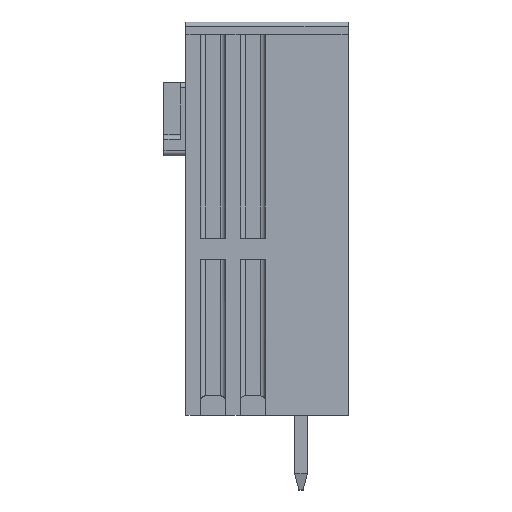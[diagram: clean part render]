
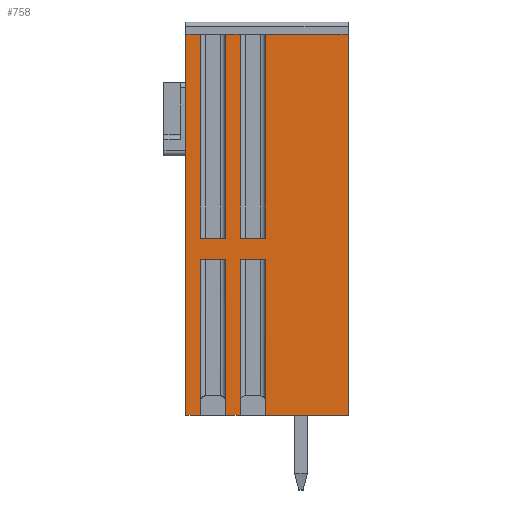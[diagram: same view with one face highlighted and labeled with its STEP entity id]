
A CAD part, left-side view. The second image highlights one B-rep face of the part: STEP entity #758.
In plain terms, the highlighted planar face has unit normal (-1, 0, 0).
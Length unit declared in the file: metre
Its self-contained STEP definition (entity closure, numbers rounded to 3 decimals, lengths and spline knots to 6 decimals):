
#758=ADVANCED_FACE('',(#1641),#1642,.T.);
#1641=FACE_OUTER_BOUND('',#2665,.T.);
#1642=PLANE('',#2666);
#2665=EDGE_LOOP('',(#4973,#4974,#4975,#4976,#4977,#4978,#4979,#4980,#4981,#4982,#4983,#4984,#4985,#4986,#4987,#4988,#4989,#4990,#4991,#4992));
#2666=AXIS2_PLACEMENT_3D('',#4993,#4994,#4995);
#4973=ORIENTED_EDGE('',*,*,#6949,.F.);
#4974=ORIENTED_EDGE('',*,*,#7010,.T.);
#4975=ORIENTED_EDGE('',*,*,#6784,.T.);
#4976=ORIENTED_EDGE('',*,*,#6910,.F.);
#4977=ORIENTED_EDGE('',*,*,#6662,.T.);
#4978=ORIENTED_EDGE('',*,*,#6639,.T.);
#4979=ORIENTED_EDGE('',*,*,#6792,.T.);
#4980=ORIENTED_EDGE('',*,*,#6938,.T.);
#4981=ORIENTED_EDGE('',*,*,#6859,.T.);
#4982=ORIENTED_EDGE('',*,*,#6589,.T.);
#4983=ORIENTED_EDGE('',*,*,#6788,.F.);
#4984=ORIENTED_EDGE('',*,*,#7008,.F.);
#4985=ORIENTED_EDGE('',*,*,#6952,.F.);
#4986=ORIENTED_EDGE('',*,*,#6767,.T.);
#4987=ORIENTED_EDGE('',*,*,#6755,.T.);
#4988=ORIENTED_EDGE('',*,*,#6762,.T.);
#4989=ORIENTED_EDGE('',*,*,#6951,.F.);
#4990=ORIENTED_EDGE('',*,*,#6831,.T.);
#4991=ORIENTED_EDGE('',*,*,#6712,.T.);
#4992=ORIENTED_EDGE('',*,*,#7005,.F.);
#4993=CARTESIAN_POINT('',(0.028522,0.063733,-0.007281));
#4994=DIRECTION('',(-1.0,0.,0.));
#4995=DIRECTION('',(0.,-1.0,0.));
#6589=EDGE_CURVE('',#8081,#8079,#8082,.T.);
#6639=EDGE_CURVE('',#8163,#8161,#8164,.T.);
#6662=EDGE_CURVE('',#8192,#8163,#8199,.T.);
#6712=EDGE_CURVE('',#8278,#8279,#8280,.T.);
#6755=EDGE_CURVE('',#8342,#8345,#8347,.T.);
#6762=EDGE_CURVE('',#8345,#8354,#8357,.T.);
#6767=EDGE_CURVE('',#8364,#8342,#8365,.T.);
#6784=EDGE_CURVE('',#8387,#8388,#8389,.T.);
#6788=EDGE_CURVE('',#8394,#8079,#8396,.T.);
#6792=EDGE_CURVE('',#8161,#8401,#8403,.T.);
#6831=EDGE_CURVE('',#8453,#8278,#8454,.T.);
#6859=EDGE_CURVE('',#8490,#8081,#8491,.T.);
#6910=EDGE_CURVE('',#8192,#8388,#8560,.T.);
#6938=EDGE_CURVE('',#8401,#8490,#8594,.T.);
#6949=EDGE_CURVE('',#8608,#8610,#8611,.T.);
#6951=EDGE_CURVE('',#8453,#8354,#8613,.T.);
#6952=EDGE_CURVE('',#8364,#8614,#8615,.T.);
#7005=EDGE_CURVE('',#8610,#8279,#8680,.T.);
#7008=EDGE_CURVE('',#8614,#8394,#8683,.T.);
#7010=EDGE_CURVE('',#8608,#8387,#8685,.T.);
#8079=VERTEX_POINT('',#10273);
#8081=VERTEX_POINT('',#10276);
#8082=LINE('',#10277,#10278);
#8161=VERTEX_POINT('',#10387);
#8163=VERTEX_POINT('',#10390);
#8164=LINE('',#10391,#10392);
#8192=VERTEX_POINT('',#10430);
#8199=LINE('',#10439,#10440);
#8278=VERTEX_POINT('',#10548);
#8279=VERTEX_POINT('',#10549);
#8280=LINE('',#10550,#10551);
#8342=VERTEX_POINT('',#10635);
#8345=VERTEX_POINT('',#10640);
#8347=LINE('',#10643,#10644);
#8354=VERTEX_POINT('',#10652);
#8357=LINE('',#10656,#10657);
#8364=VERTEX_POINT('',#10667);
#8365=LINE('',#10668,#10669);
#8387=VERTEX_POINT('',#10702);
#8388=VERTEX_POINT('',#10703);
#8389=LINE('',#10704,#10705);
#8394=VERTEX_POINT('',#10712);
#8396=LINE('',#10715,#10716);
#8401=VERTEX_POINT('',#10722);
#8403=LINE('',#10725,#10726);
#8453=VERTEX_POINT('',#10799);
#8454=LINE('',#10800,#10801);
#8490=VERTEX_POINT('',#10849);
#8491=LINE('',#10850,#10851);
#8560=LINE('',#10954,#10955);
#8594=LINE('',#11000,#11001);
#8608=VERTEX_POINT('',#11019);
#8610=VERTEX_POINT('',#11022);
#8611=LINE('',#11023,#11024);
#8613=LINE('',#11027,#11028);
#8614=VERTEX_POINT('',#11029);
#8615=LINE('',#11030,#11031);
#8680=LINE('',#11125,#11126);
#8683=LINE('',#11129,#11130);
#8685=LINE('',#11132,#11133);
#10273=CARTESIAN_POINT('',(0.028522,0.071583,0.001469));
#10276=CARTESIAN_POINT('',(0.028522,0.071583,-0.011106));
#10277=CARTESIAN_POINT('',(0.028522,0.071583,-0.007281));
#10278=VECTOR('',#12190,1.0);
#10387=CARTESIAN_POINT('',(0.028522,0.069133,0.001469));
#10390=CARTESIAN_POINT('',(0.028522,0.069133,-0.011106));
#10391=CARTESIAN_POINT('',(0.028522,0.069133,-0.022032));
#10392=VECTOR('',#12243,1.0);
#10430=CARTESIAN_POINT('',(0.028522,0.067583,-0.011106));
#10439=CARTESIAN_POINT('',(0.028522,0.068733,-0.011106));
#10440=VECTOR('',#12271,1.0);
#10548=CARTESIAN_POINT('',(0.028522,0.069133,-0.012406));
#10549=CARTESIAN_POINT('',(0.028522,0.067583,-0.012406));
#10550=CARTESIAN_POINT('',(0.028522,0.063733,-0.012406));
#10551=VECTOR('',#12331,1.0);
#10635=CARTESIAN_POINT('',(0.028522,0.071583,-0.012406));
#10640=CARTESIAN_POINT('',(0.028522,0.070033,-0.012406));
#10643=CARTESIAN_POINT('',(0.028522,0.063733,-0.012406));
#10644=VECTOR('',#12381,1.0);
#10652=CARTESIAN_POINT('',(0.028522,0.070033,-0.022031));
#10656=CARTESIAN_POINT('',(0.028522,0.070033,-0.007281));
#10657=VECTOR('',#12387,1.0);
#10667=CARTESIAN_POINT('',(0.028522,0.071583,-0.022031));
#10668=CARTESIAN_POINT('',(0.028522,0.071583,-0.007281));
#10669=VECTOR('',#12391,1.0);
#10702=CARTESIAN_POINT('',(0.028522,0.062483,0.001469));
#10703=CARTESIAN_POINT('',(0.028522,0.067583,0.001469));
#10704=CARTESIAN_POINT('',(0.028522,0.063733,0.001469));
#10705=VECTOR('',#12406,1.0);
#10712=CARTESIAN_POINT('',(0.028522,0.072483,0.001469));
#10715=CARTESIAN_POINT('',(0.028522,0.063733,0.001469));
#10716=VECTOR('',#12410,1.0);
#10722=CARTESIAN_POINT('',(0.028522,0.070033,0.001469));
#10725=CARTESIAN_POINT('',(0.028522,0.063733,0.001469));
#10726=VECTOR('',#12416,1.0);
#10799=CARTESIAN_POINT('',(0.028522,0.069133,-0.022031));
#10800=CARTESIAN_POINT('',(0.028522,0.069133,-0.022032));
#10801=VECTOR('',#12452,1.0);
#10849=CARTESIAN_POINT('',(0.028522,0.070033,-0.011106));
#10850=CARTESIAN_POINT('',(0.028522,0.068733,-0.011106));
#10851=VECTOR('',#12477,1.0);
#10954=CARTESIAN_POINT('',(0.028522,0.067583,-0.007281));
#10955=VECTOR('',#12524,1.0);
#11000=CARTESIAN_POINT('',(0.028522,0.070033,-0.007281));
#11001=VECTOR('',#12548,1.0);
#11019=CARTESIAN_POINT('',(0.028522,0.062483,-0.022031));
#11022=CARTESIAN_POINT('',(0.028522,0.067583,-0.022031));
#11023=CARTESIAN_POINT('',(0.028522,0.065883,-0.022031));
#11024=VECTOR('',#12554,1.0);
#11027=CARTESIAN_POINT('',(0.028522,0.063733,-0.022031));
#11028=VECTOR('',#12556,1.0);
#11029=CARTESIAN_POINT('',(0.028522,0.072483,-0.022031));
#11030=CARTESIAN_POINT('',(0.028522,0.063733,-0.022031));
#11031=VECTOR('',#12557,1.0);
#11125=CARTESIAN_POINT('',(0.028522,0.067583,-0.007281));
#11126=VECTOR('',#12602,1.0);
#11129=CARTESIAN_POINT('',(0.028522,0.072483,-0.007726));
#11130=VECTOR('',#12603,1.0);
#11132=CARTESIAN_POINT('',(0.028522,0.062483,-0.007281));
#11133=VECTOR('',#12604,1.0);
#12190=DIRECTION('',(0.,0.,1.0));
#12243=DIRECTION('',(0.,0.,1.0));
#12271=DIRECTION('',(0.,1.0,0.));
#12331=DIRECTION('',(0.,-1.0,0.));
#12381=DIRECTION('',(0.,-1.0,0.));
#12387=DIRECTION('',(0.,0.,-1.0));
#12391=DIRECTION('',(0.,0.,1.0));
#12406=DIRECTION('',(0.,1.0,0.));
#12410=DIRECTION('',(0.,-1.0,0.));
#12416=DIRECTION('',(0.,1.0,0.));
#12452=DIRECTION('',(0.,0.,1.0));
#12477=DIRECTION('',(0.,1.0,0.));
#12524=DIRECTION('',(0.,0.,1.0));
#12548=DIRECTION('',(0.,0.,-1.0));
#12554=DIRECTION('',(0.,1.0,0.));
#12556=DIRECTION('',(0.,1.0,0.));
#12557=DIRECTION('',(0.,1.0,0.));
#12602=DIRECTION('',(0.,0.,1.0));
#12603=DIRECTION('',(0.,0.,1.0));
#12604=DIRECTION('',(0.,0.,1.0));
